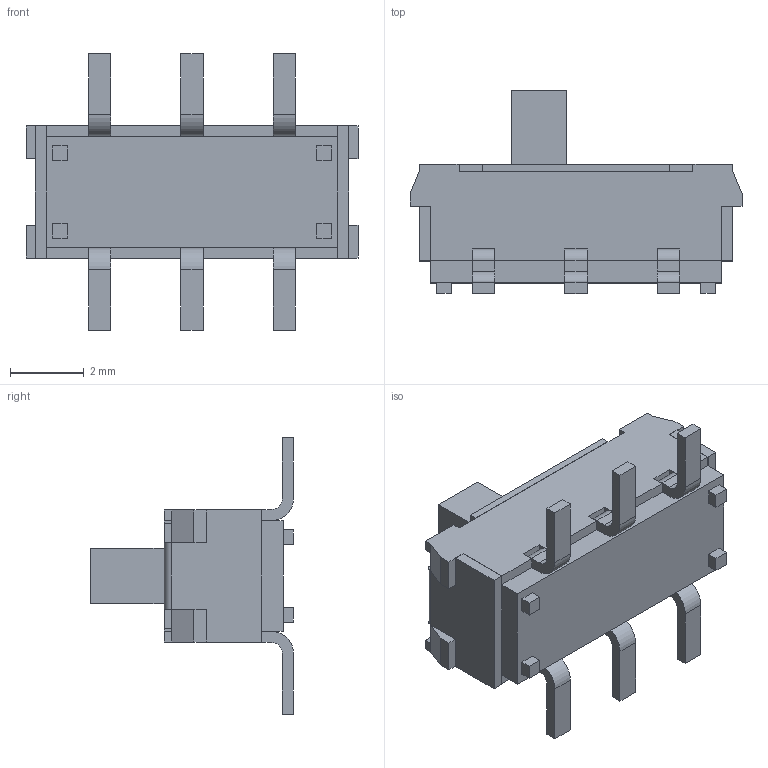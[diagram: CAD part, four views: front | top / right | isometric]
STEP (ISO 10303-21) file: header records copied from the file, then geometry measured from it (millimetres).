
FILE_DESCRIPTION(/* description */ (''),/* implementation_level */ '2;1');
FILE_NAME(/* name */ 'C&K - JS202011SCQN v6.step',/* time_stamp */ '2020-03-02T17:42:19+08:00',/* author */ (''),/* organization */ (''),/* preprocessor_version */ 'ST-DEVELOPER v18',/* originating_system */ 'Autodesk Translation Framework v8.12.0.6',/* authorisation */ '');
FILE_SCHEMA (('AUTOMOTIVE_DESIGN { 1 0 10303 214 3 1 1 }'));
Length unit declared in the file: millimetre
Products named in the file (1): C&K - JS202011SCQN
Bounding box: 9 x 5.5 x 7.5 mm (x, y, z)
Volume: 97.5 mm3; surface area: 209.6 mm2
Topology: 1 solids, 1 shells, 259 faces, 693 edges, 450 vertices
Faces by surface type: plane 219, cylinder 20, bspline 20
Entity records: 8448 total; most frequent: CARTESIAN_POINT 1883, ORIENTED_EDGE 1386, DIRECTION 1187, EDGE_CURVE 693, LINE 599, VECTOR 599, VERTEX_POINT 450, AXIS2_PLACEMENT_3D 294
